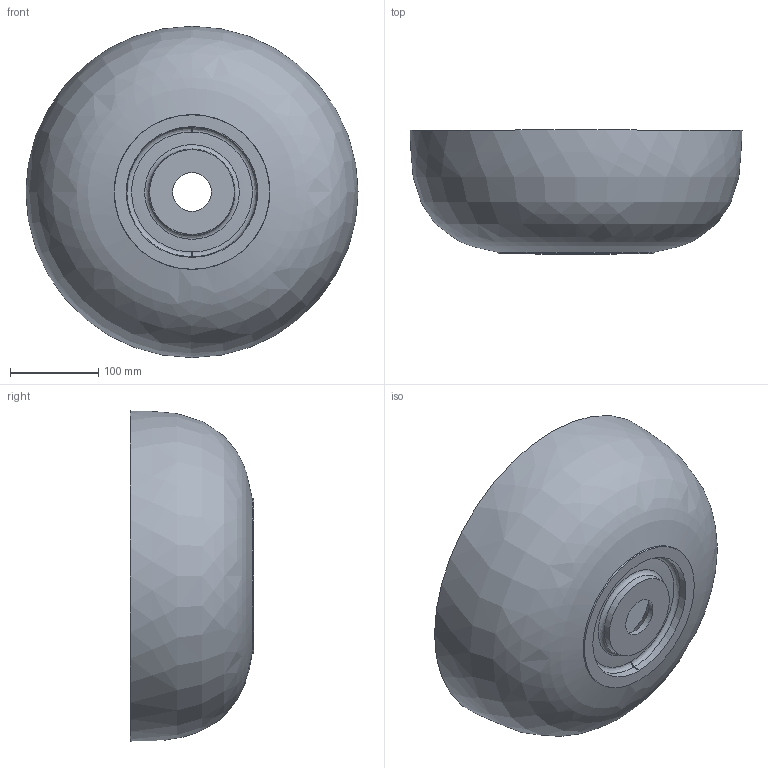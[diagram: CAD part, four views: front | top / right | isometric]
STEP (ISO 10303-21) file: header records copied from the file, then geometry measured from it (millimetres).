
FILE_DESCRIPTION (( 'STEP AP214' ), '1' );
FILE_NAME ('Mark 375.STEP', '2022-09-07T11:56:29', ( 'User Windows' ), ( '' ), 'SwSTEP 2.0', 'SolidWorks 2020', '' );
FILE_SCHEMA (( 'AUTOMOTIVE_DESIGN' ));
Length unit declared in the file: millimetre
Products named in the file (1): Mark 375
Bounding box: 376 x 140 x 375 mm (x, y, z)
Volume: 3720641.5 mm3; surface area: 413398.7 mm2
Topology: 1 solids, 1 shells, 23 faces, 59 edges, 40 vertices
Faces by surface type: plane 8, bspline 8, cone 7
Entity records: 2869 total; most frequent: CARTESIAN_POINT 2368, ORIENTED_EDGE 94, DIRECTION 82, EDGE_CURVE 47, VERTEX_POINT 35, EDGE_LOOP 34, AXIS2_PLACEMENT_3D 33, FACE_OUTER_BOUND 27
